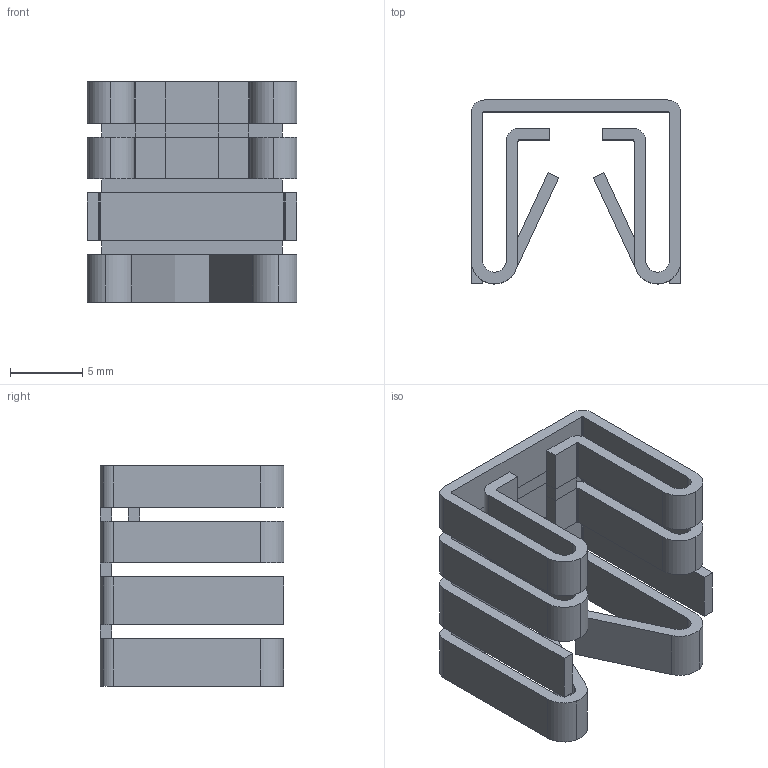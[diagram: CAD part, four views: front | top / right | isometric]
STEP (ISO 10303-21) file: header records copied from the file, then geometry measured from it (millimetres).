
FILE_DESCRIPTION((''),'2;1');
FILE_NAME('HSINK_FISCHER_FK 242 SA 220 O_V.stp','2009-11-02T11:26:54',(''),(''),'Mechanical Desktop 2006','Mechanical Desktop 2006',', , ');
FILE_SCHEMA(('AUTOMOTIVE_DESIGN { 1 2 10303 214 0 1 1 1 }'));
Length unit declared in the file: millimetre
Products named in the file (1): Product
Bounding box: 14.5 x 12.71 x 15.24 mm (x, y, z)
Volume: 582.3 mm3; surface area: 1893.1 mm2
Topology: 9 solids, 9 shells, 162 faces, 432 edges, 288 vertices
Faces by surface type: plane 90, cylinder 72
Entity records: 5117 total; most frequent: DIRECTION 902, CARTESIAN_POINT 883, ORIENTED_EDGE 864, EDGE_CURVE 432, AXIS2_PLACEMENT_3D 307, VERTEX_POINT 288, VECTOR 288, LINE 288
